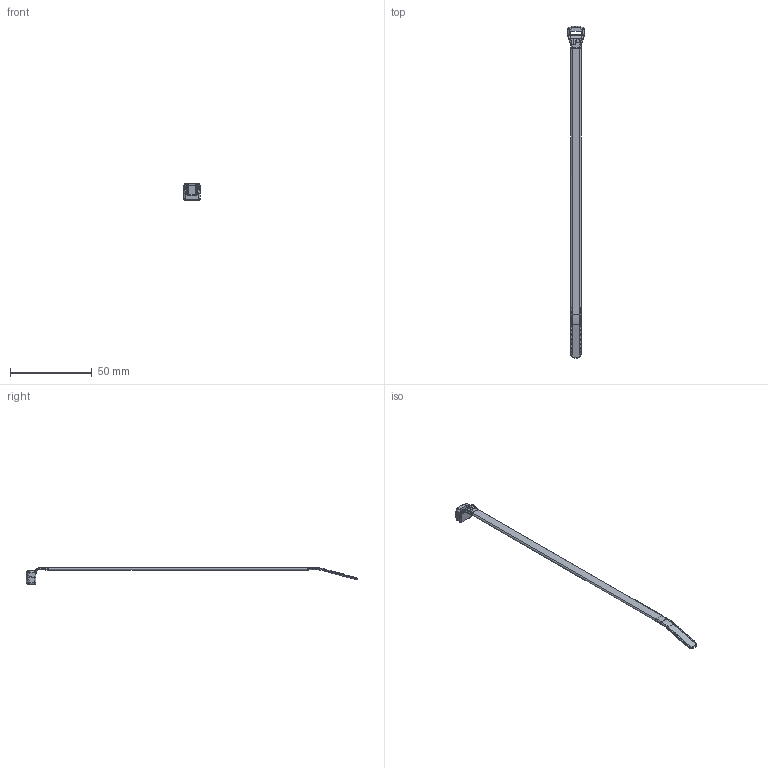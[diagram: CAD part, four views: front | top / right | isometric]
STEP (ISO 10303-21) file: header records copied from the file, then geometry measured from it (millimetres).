
FILE_DESCRIPTION(/* description */ (''),/* implementation_level */ '2;1');
FILE_NAME(/* name */ 'PANDUIT_CBR2HS.stp',/* time_stamp */ '2019-03-27T15:54:36-05:00',/* author */ (''),/* organization */ (''),/* preprocessor_version */ 'ST-DEVELOPER v16',/* originating_system */ 'SIEMENS PLM Software NX 11.0',/* authorisation */ '');
FILE_SCHEMA (('AP203_CONFIGURATION_CONTROLLED_3D_DESIGN_OF_MECHANICAL_PARTS_AND_ASSEMBLIES_MIM_LF { 1 0 10303 403 2 1 2}'));
Bounding box: 10.23 x 203.45 x 10.26 mm (x, y, z)
Volume: 3846.3 mm3; surface area: 6345.9 mm2
Topology: 3 solids, 6 shells, 464 faces, 1205 edges, 760 vertices
Faces by surface type: plane 163, cylinder 135, bspline 120, torus 36, extrusion 8, sphere 2
Entity records: 17392 total; most frequent: CRTPNT 6345, ORNEDG 2362, DRCTN 1841, EDGCRV 1181, VRTPNT 734, A2PL3D 692, EDGLP 473, ADVFC 464
